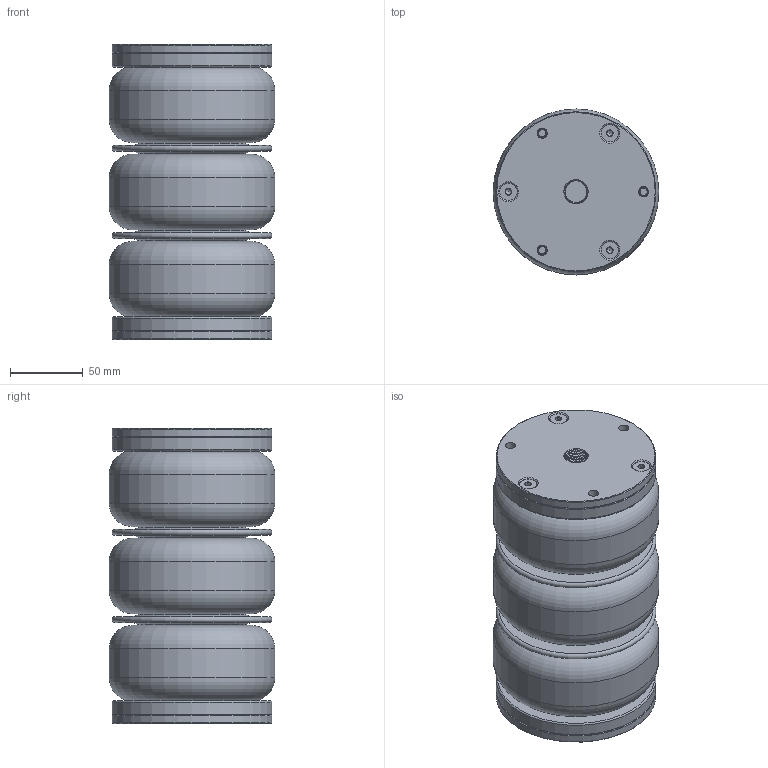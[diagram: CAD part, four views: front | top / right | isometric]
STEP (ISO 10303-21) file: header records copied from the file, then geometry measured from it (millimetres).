
FILE_DESCRIPTION(/* description */ (''),/* implementation_level */ '2;1');
FILE_NAME(/* name */ '6W-4_5x3E-01.stp',/* time_stamp */ '2022-02-11T09:28:57+01:00',/* author */ (''),/* organization */ (''),/* preprocessor_version */ 'ST-DEVELOPER v18.1',/* originating_system */ 'SIEMENS PLM Software NX 1965',/* authorisation */ '');
FILE_SCHEMA (('AP203_CONFIGURATION_CONTROLLED_3D_DESIGN_OF_MECHANICAL_PARTS_AND_ASSEMBLIES_MIM_LF { 1 0 10303 403 2 1 2}'));
Length unit declared in the file: millimetre
Products named in the file (1): hoff038CBBB64l95
Bounding box: 114 x 114 x 203 mm (x, y, z)
Volume: 645753.1 mm3; surface area: 305022.1 mm2
Topology: 13 solids, 13 shells, 449 faces, 901 edges, 524 vertices
Faces by surface type: plane 144, torus 110, cylinder 106, cone 87, bspline 2
Full cylindrical faces by diameter (mm): 5 x12, 5.795 x6, 6.6 x6, 7 x6, 12 x6, 28 x2, 59 x2, 64.6 x2, 77.8 x2, 78 x2, 106 x3, 110 x4, 114 x3
Entity records: 12580 total; most frequent: CARTESIAN_POINT 3659, DIRECTION 2042, ORIENTED_EDGE 1390, AXIS2_PLACEMENT_3D 943, EDGE_LOOP 699, EDGE_CURVE 695, CIRCLE 495, VERTEX_POINT 492
